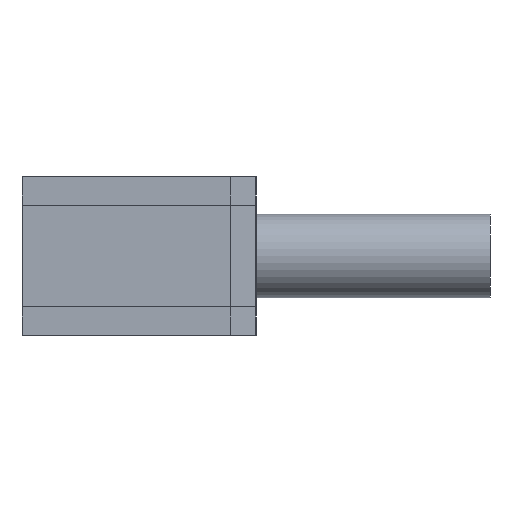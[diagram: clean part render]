
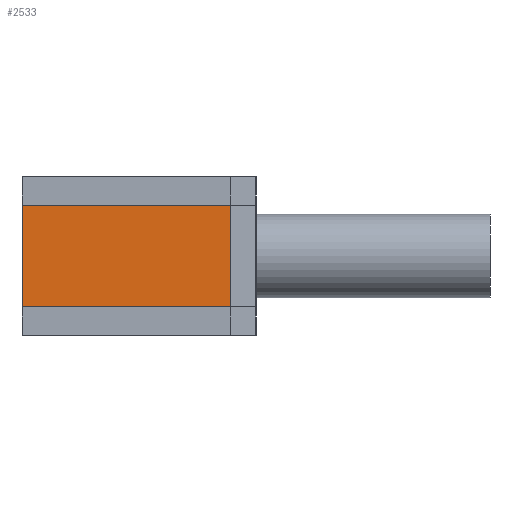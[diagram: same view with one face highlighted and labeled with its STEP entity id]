
A CAD part, left-side view. The second image highlights one B-rep face of the part: STEP entity #2533.
In plain terms, the highlighted face is planar.
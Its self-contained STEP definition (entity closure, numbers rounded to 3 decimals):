
#72 = DIRECTION ( 'NONE',  ( 0., 0., -1. ) ) ;
#154 = DIRECTION ( 'NONE',  ( -1., 0., 0. ) ) ;
#199 = ORIENTED_EDGE ( 'NONE', *, *, #1154, .F. ) ;
#266 = EDGE_CURVE ( 'NONE', #1967, #1012, #2448, .T. ) ;
#328 = VERTEX_POINT ( 'NONE', #792 ) ;
#378 = CARTESIAN_POINT ( 'NONE',  ( -2.6, 0., -10. ) ) ;
#441 = VECTOR ( 'NONE', #2463, 1000. ) ;
#469 = PLANE ( 'NONE',  #1681 ) ;
#523 = DIRECTION ( 'NONE',  ( 0., -1., 0. ) ) ;
#792 = CARTESIAN_POINT ( 'NONE',  ( 2.6, -4.2, -10. ) ) ;
#961 = CARTESIAN_POINT ( 'NONE',  ( 2.6, 0., -10. ) ) ;
#1012 = VERTEX_POINT ( 'NONE', #1016 ) ;
#1016 = CARTESIAN_POINT ( 'NONE',  ( -2.6, -4.2, -10. ) ) ;
#1017 = VECTOR ( 'NONE', #2390, 1000. ) ;
#1123 = CARTESIAN_POINT ( 'NONE',  ( 2.6, 0., -10. ) ) ;
#1154 = EDGE_CURVE ( 'NONE', #1170, #1967, #2484, .T. ) ;
#1170 = VERTEX_POINT ( 'NONE', #2062 ) ;
#1187 = ORIENTED_EDGE ( 'NONE', *, *, #266, .F. ) ;
#1384 = LINE ( 'NONE', #961, #2163 ) ;
#1522 = DIRECTION ( 'NONE',  ( -1., 0., 0. ) ) ;
#1590 = ORIENTED_EDGE ( 'NONE', *, *, #2197, .T. ) ;
#1681 = AXIS2_PLACEMENT_3D ( 'NONE', #1123, #72, #1522 ) ;
#1743 = CARTESIAN_POINT ( 'NONE',  ( 2.6, -4.2, -10. ) ) ;
#1880 = EDGE_LOOP ( 'NONE', ( #1590, #2481, #1187, #199 ) ) ;
#1967 = VERTEX_POINT ( 'NONE', #2404 ) ;
#2062 = CARTESIAN_POINT ( 'NONE',  ( 2.6, 6.5, -10. ) ) ;
#2163 = VECTOR ( 'NONE', #523, 1000. ) ;
#2197 = EDGE_CURVE ( 'NONE', #1170, #328, #1384, .T. ) ;
#2209 = VECTOR ( 'NONE', #154, 1000. ) ;
#2326 = CARTESIAN_POINT ( 'NONE',  ( 2.6, 6.5, -10. ) ) ;
#2365 = FACE_OUTER_BOUND ( 'NONE', #1880, .T. ) ;
#2390 = DIRECTION ( 'NONE',  ( -1., 0., 0. ) ) ;
#2404 = CARTESIAN_POINT ( 'NONE',  ( -2.6, 6.5, -10. ) ) ;
#2448 = LINE ( 'NONE', #378, #441 ) ;
#2463 = DIRECTION ( 'NONE',  ( 0., -1., 0. ) ) ;
#2481 = ORIENTED_EDGE ( 'NONE', *, *, #2540, .T. ) ;
#2484 = LINE ( 'NONE', #2326, #2209 ) ;
#2533 = ADVANCED_FACE ( 'NONE', ( #2365 ), #469, .T. ) ;
#2540 = EDGE_CURVE ( 'NONE', #328, #1012, #2605, .T. ) ;
#2605 = LINE ( 'NONE', #1743, #1017 ) ;
